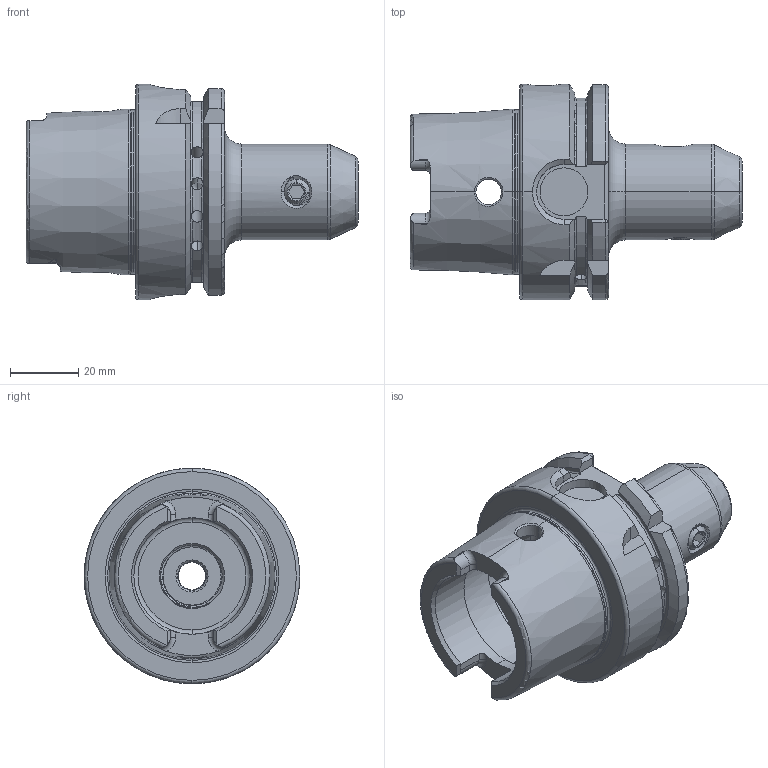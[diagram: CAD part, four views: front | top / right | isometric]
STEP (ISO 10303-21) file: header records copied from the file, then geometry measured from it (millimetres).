
FILE_DESCRIPTION (( 'STEP AP203' ), '1' );
FILE_NAME ('A63.04.08.K.STEP', '2016-09-01T05:05:16', ( '' ), ( '' ), 'SwSTEP 2.0', 'SolidWorks 2012', '' );
FILE_SCHEMA (( 'CONFIG_CONTROL_DESIGN' ));
Products named in the file (3): A63.04.08.K; 側固8_M8x1.25_10L
Assembly tree (2 placements, depth 2):
  A63.04.08.K
    A63.04.08.K
    側固8_M8x1.25_10L
Bounding box: 97 x 63 x 63 mm (x, y, z)
Volume: 100555.8 mm3; surface area: 28509.9 mm2
Topology: 2 solids, 2 shells, 322 faces, 872 edges, 552 vertices
Faces by surface type: cylinder 121, plane 81, cone 44, torus 41, bspline 33, sphere 2
Entity records: 30323 total; most frequent: CARTESIAN_POINT 22752, ORIENTED_EDGE 1720, DIRECTION 1293, EDGE_CURVE 860, VERTEX_POINT 552, AXIS2_PLACEMENT_3D 510, EDGE_LOOP 340, FACE_OUTER_BOUND 322
